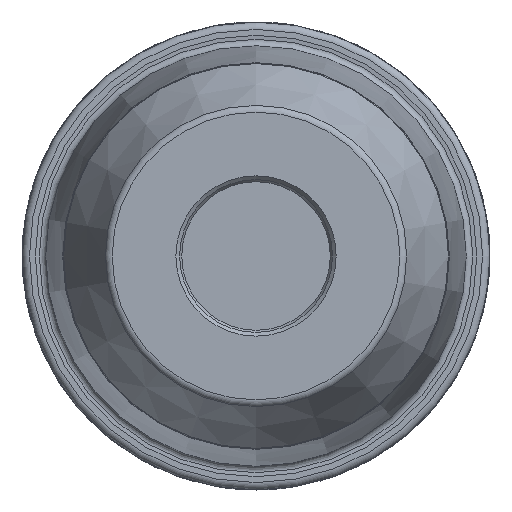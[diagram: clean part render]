
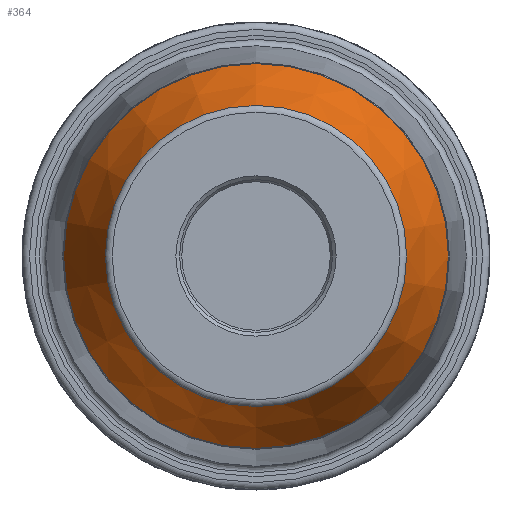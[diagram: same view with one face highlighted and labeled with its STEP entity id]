
A CAD part, left-side view. The second image highlights one B-rep face of the part: STEP entity #364.
In plain terms, the highlighted conical face has half-angle 25 degrees and reference radius 25.901 mm.
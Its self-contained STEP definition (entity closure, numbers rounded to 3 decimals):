
#51=CONICAL_SURFACE('',#1400,25.901,25.);
#299=FACE_BOUND('',#542,.T.);
#300=FACE_BOUND('',#543,.T.);
#364=ADVANCED_FACE('',(#299,#300),#51,.T.);
#542=EDGE_LOOP('',(#754));
#543=EDGE_LOOP('',(#755));
#754=ORIENTED_EDGE('',*,*,#1187,.T.);
#755=ORIENTED_EDGE('',*,*,#1186,.F.);
#1035=VERTEX_POINT('',#2438);
#1036=VERTEX_POINT('',#2441);
#1186=EDGE_CURVE('',#1035,#1035,#1286,.T.);
#1187=EDGE_CURVE('',#1036,#1036,#1287,.T.);
#1286=CIRCLE('',#1397,25.901);
#1287=CIRCLE('',#1399,20.269);
#1397=AXIS2_PLACEMENT_3D('',#2437,#1664,#1665);
#1399=AXIS2_PLACEMENT_3D('',#2440,#1668,#1669);
#1400=AXIS2_PLACEMENT_3D('',#2442,#1670,#1671);
#1664=DIRECTION('',(1.,0.,0.));
#1665=DIRECTION('',(0.,0.,1.));
#1668=DIRECTION('',(1.,0.,0.));
#1669=DIRECTION('',(0.,0.,1.));
#1670=DIRECTION('',(1.,0.,0.));
#1671=DIRECTION('',(0.,0.,-1.));
#2437=CARTESIAN_POINT('',(12.656,0.,0.));
#2438=CARTESIAN_POINT('',(12.656,0.,25.901));
#2440=CARTESIAN_POINT('',(0.577,0.,0.));
#2441=CARTESIAN_POINT('',(0.577,0.,20.269));
#2442=CARTESIAN_POINT('',(12.656,0.,0.));
